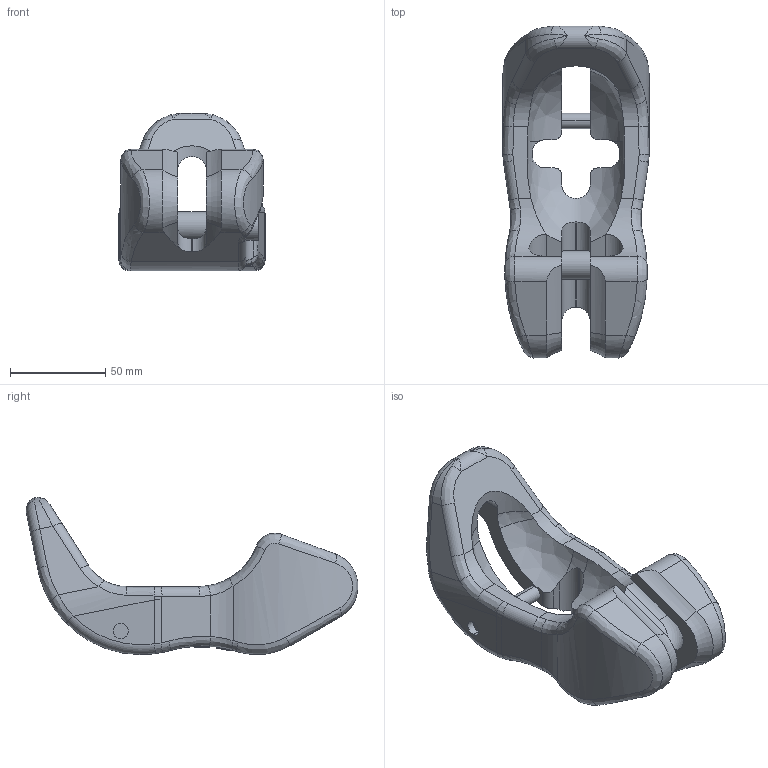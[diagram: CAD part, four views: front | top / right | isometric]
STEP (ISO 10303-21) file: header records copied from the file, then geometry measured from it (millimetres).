
FILE_DESCRIPTION((''),'2;1');
FILE_NAME('001-M31023-P-1','2004-10-21T',('Haas'),(''),'PRO/ENGINEER BY PARAMETRIC TECHNOLOGY CORPORATION, 2003450','PRO/ENGINEER BY PARAMETRIC TECHNOLOGY CORPORATION, 2003450','');
FILE_SCHEMA(('CONFIG_CONTROL_DESIGN'));
Length unit declared in the file: millimetre
Products named in the file (1): 001-M31023-P-1
Bounding box: 76.7 x 174.19 x 82.55 mm (x, y, z)
Volume: 328054 mm3; surface area: 50961.1 mm2
Topology: 1 solids, 1 shells, 369 faces, 1004 edges, 648 vertices
Faces by surface type: plane 218, cylinder 79, bspline 60, torus 12
Entity records: 14034 total; most frequent: CARTESIAN_POINT 5578, ORIENTED_EDGE 2008, DIRECTION 1406, EDGE_CURVE 1004, VERTEX_POINT 648, AXIS2_PLACEMENT_3D 512, B_SPLINE_CURVE_WITH_KNOTS 419, EDGE_LOOP 384
